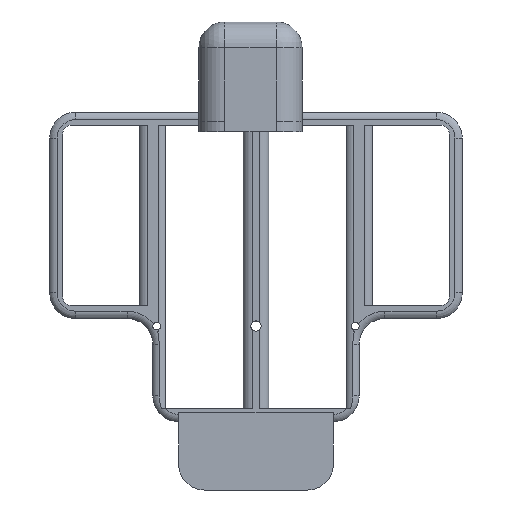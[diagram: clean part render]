
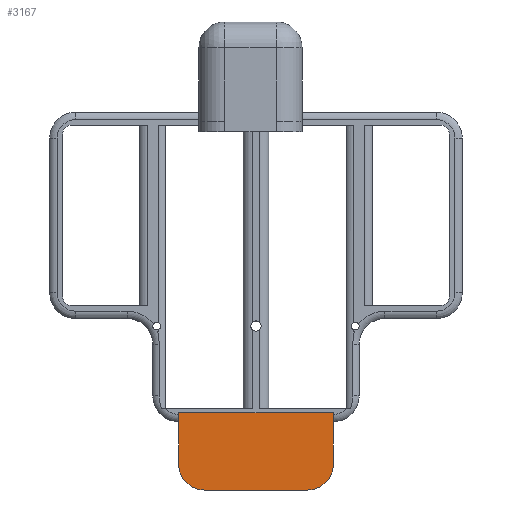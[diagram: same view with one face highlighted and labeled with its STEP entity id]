
A CAD part, front view. The second image highlights one B-rep face of the part: STEP entity #3167.
In plain terms, the highlighted planar face has unit normal (0, -1, 0).
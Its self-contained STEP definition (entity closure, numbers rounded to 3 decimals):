
#7 = FACE_OUTER_BOUND ( 'NONE', #1933, .T. ) ;
#12 = VERTEX_POINT ( 'NONE', #3180 ) ;
#16 = DIRECTION ( 'NONE',  ( 1., 0., 0. ) ) ;
#236 = CARTESIAN_POINT ( 'NONE',  ( 0., -5., -58.25 ) ) ;
#244 = CARTESIAN_POINT ( 'NONE',  ( 0., -5., 0. ) ) ;
#404 = VERTEX_POINT ( 'NONE', #714 ) ;
#503 = ORIENTED_EDGE ( 'NONE', *, *, #2030, .F. ) ;
#510 = CARTESIAN_POINT ( 'NONE',  ( 30., -5., -68.25 ) ) ;
#566 = LINE ( 'NONE', #2519, #2731 ) ;
#628 = CARTESIAN_POINT ( 'NONE',  ( 50., -5., -73.25 ) ) ;
#714 = CARTESIAN_POINT ( 'NONE',  ( 30., -5., -73.25 ) ) ;
#860 = DIRECTION ( 'NONE',  ( 1., 0., 0. ) ) ;
#889 = DIRECTION ( 'NONE',  ( 0., 0., -1. ) ) ;
#1038 = EDGE_CURVE ( 'NONE', #12, #2932, #2855, .T. ) ;
#1127 = LINE ( 'NONE', #236, #1620 ) ;
#1153 = DIRECTION ( 'NONE',  ( 0., 1., 0. ) ) ;
#1162 = ORIENTED_EDGE ( 'NONE', *, *, #2284, .F. ) ;
#1174 = CARTESIAN_POINT ( 'NONE',  ( 55., -5., 0. ) ) ;
#1201 = CARTESIAN_POINT ( 'NONE',  ( 25., -5., -68.25 ) ) ;
#1245 = ORIENTED_EDGE ( 'NONE', *, *, #3321, .F. ) ;
#1291 = DIRECTION ( 'NONE',  ( 0., 1., 0. ) ) ;
#1326 = DIRECTION ( 'NONE',  ( 0., 0., 1. ) ) ;
#1503 = ORIENTED_EDGE ( 'NONE', *, *, #2377, .T. ) ;
#1620 = VECTOR ( 'NONE', #16, 1000. ) ;
#1754 = CARTESIAN_POINT ( 'NONE',  ( 0., -5., -73.25 ) ) ;
#1928 = CARTESIAN_POINT ( 'NONE',  ( 55., -5., -58.25 ) ) ;
#1933 = EDGE_LOOP ( 'NONE', ( #503, #3310, #1503, #2532, #1245, #1162 ) ) ;
#2030 = EDGE_CURVE ( 'NONE', #2514, #2770, #566, .T. ) ;
#2192 = VECTOR ( 'NONE', #889, 1000. ) ;
#2236 = DIRECTION ( 'NONE',  ( 0., 0., 1. ) ) ;
#2282 = CARTESIAN_POINT ( 'NONE',  ( 25., -5., -58.25 ) ) ;
#2284 = EDGE_CURVE ( 'NONE', #2770, #3566, #1127, .T. ) ;
#2313 = CIRCLE ( 'NONE', #3102, 5. ) ;
#2377 = EDGE_CURVE ( 'NONE', #404, #2932, #3203, .T. ) ;
#2378 = AXIS2_PLACEMENT_3D ( 'NONE', #244, #1153, #3118 ) ;
#2514 = VERTEX_POINT ( 'NONE', #1201 ) ;
#2519 = CARTESIAN_POINT ( 'NONE',  ( 25., -5., 0. ) ) ;
#2532 = ORIENTED_EDGE ( 'NONE', *, *, #1038, .F. ) ;
#2620 = LINE ( 'NONE', #1174, #2192 ) ;
#2731 = VECTOR ( 'NONE', #3690, 1000. ) ;
#2738 = CARTESIAN_POINT ( 'NONE',  ( 50., -5., -68.25 ) ) ;
#2770 = VERTEX_POINT ( 'NONE', #2282 ) ;
#2855 = CIRCLE ( 'NONE', #3103, 5. ) ;
#2932 = VERTEX_POINT ( 'NONE', #628 ) ;
#3102 = AXIS2_PLACEMENT_3D ( 'NONE', #510, #3437, #2236 ) ;
#3103 = AXIS2_PLACEMENT_3D ( 'NONE', #2738, #1291, #1326 ) ;
#3118 = DIRECTION ( 'NONE',  ( 1., 0., 0. ) ) ;
#3167 = ADVANCED_FACE ( 'NONE', ( #7 ), #3752, .F. ) ;
#3180 = CARTESIAN_POINT ( 'NONE',  ( 55., -5., -68.25 ) ) ;
#3187 = EDGE_CURVE ( 'NONE', #404, #2514, #2313, .T. ) ;
#3203 = LINE ( 'NONE', #1754, #3628 ) ;
#3310 = ORIENTED_EDGE ( 'NONE', *, *, #3187, .F. ) ;
#3321 = EDGE_CURVE ( 'NONE', #3566, #12, #2620, .T. ) ;
#3437 = DIRECTION ( 'NONE',  ( 0., 1., 0. ) ) ;
#3566 = VERTEX_POINT ( 'NONE', #1928 ) ;
#3628 = VECTOR ( 'NONE', #860, 1000. ) ;
#3690 = DIRECTION ( 'NONE',  ( 0., 0., 1. ) ) ;
#3752 = PLANE ( 'NONE',  #2378 ) ;
